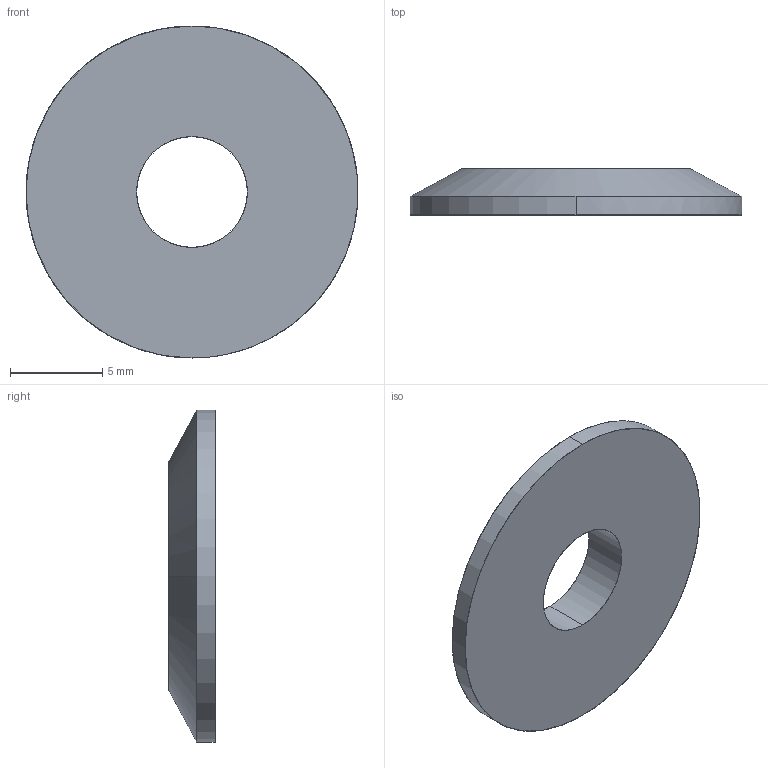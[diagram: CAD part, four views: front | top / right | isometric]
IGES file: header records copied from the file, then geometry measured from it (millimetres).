
Start section: SolidWorks IGES file using NURBS representation for surfaces
Global section: file name: øàéáà ì_6_àäàïòåð.IGS; native system: SolidWorks 2006 by SolidWorks Corporation; preprocessor: SolidWorks 2006 by SolidWorks Corporation; author: Admin; date: 120310.215146; units: millimetre
Bounding box: 18 x 2.5 x 18 mm (x, y, z)
Surface area: 574 mm2 (no closed solid volume)
Topology: 0 solids, 0 shells, 8 faces, 156 edges, 156 vertices
Faces by surface type: bspline 8
